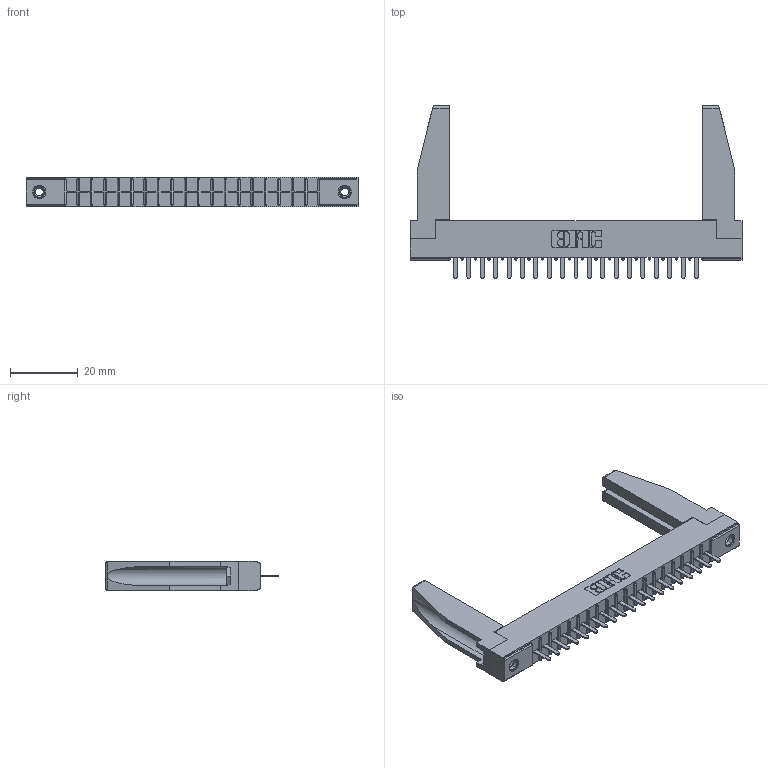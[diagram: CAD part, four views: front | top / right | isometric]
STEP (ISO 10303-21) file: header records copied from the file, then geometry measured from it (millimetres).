
FILE_DESCRIPTION (( 'STEP AP203' ), '1' );
FILE_NAME ('306-019-520-178.STEP', '2019-09-11T20:33:27', ( '' ), ( '' ), 'SwSTEP 2.0', 'SolidWorks 2016', '' );
FILE_SCHEMA (( 'CONFIG_CONTROL_DESIGN' ));
Length unit declared in the file: inch
Products named in the file (5): 345-250-001_345-250-001-102; 307-220-078; 306-019-520-178; 306-290-001_120; 306 Part_.156 Dia
Assembly tree (24 placements, depth 2):
  306-019-520-178
    306 Part_.156 Dia
    306-290-001_120  x19
    345-250-001_345-250-001-102  x2
    307-220-078  x2
Bounding box: 98.3 x 51.16 x 8.71 mm (x, y, z)
Volume: 10701.7 mm3; surface area: 13664.3 mm2
Topology: 24 solids, 24 shells, 1576 faces, 4389 edges, 2814 vertices
Faces by surface type: plane 1045, cylinder 439, sphere 76, cone 12, torus 4
Entity records: 23093 total; most frequent: CARTESIAN_POINT 3874, ORIENTED_EDGE 3796, DIRECTION 3774, EDGE_CURVE 1898, LINE 1474, VECTOR 1474, VERTEX_POINT 1208, AXIS2_PLACEMENT_3D 1150
